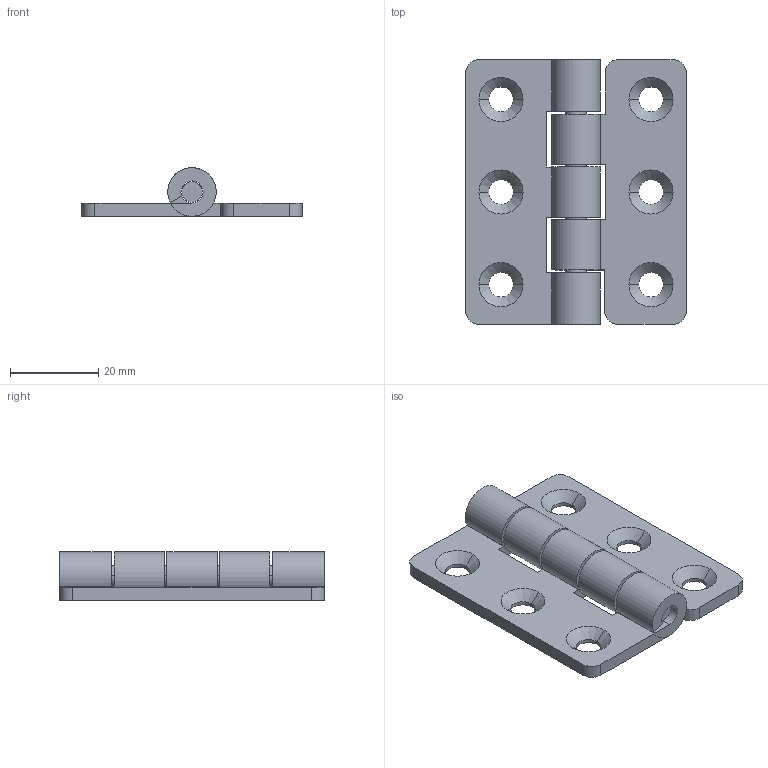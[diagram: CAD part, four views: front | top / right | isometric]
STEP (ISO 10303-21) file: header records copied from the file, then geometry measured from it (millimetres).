
FILE_DESCRIPTION(/* description */ (''),/* implementation_level */ '2;1');
FILE_NAME(/* name */ 'JL010',/* time_stamp */ '2024-08-31T16:49:58+08:00',/* author */ (''),/* organization */ (''),/* preprocessor_version */ 'ST-DEVELOPER v19.2',/* originating_system */ 'Rhino 8.5',/* authorisation */ '');
FILE_SCHEMA (('CONFIG_CONTROL_DESIGN'));
Length unit declared in the file: millimetre
Products named in the file (1): Document
Bounding box: 50 x 60 x 10.99 mm (x, y, z)
Volume: 5735.3 mm3; surface area: 9995.8 mm2
Topology: 2 solids, 3 shells, 86 faces, 211 edges, 130 vertices
Faces by surface type: plane 44, cylinder 30, bspline 12
Entity records: 2845 total; most frequent: CARTESIAN_POINT 983, ORIENTED_EDGE 418, DIRECTION 244, EDGE_CURVE 211, AXIS2_PLACEMENT_3D 159, VERTEX_POINT 130, EDGE_LOOP 98, B_SPLINE_CURVE_WITH_KNOTS 88
